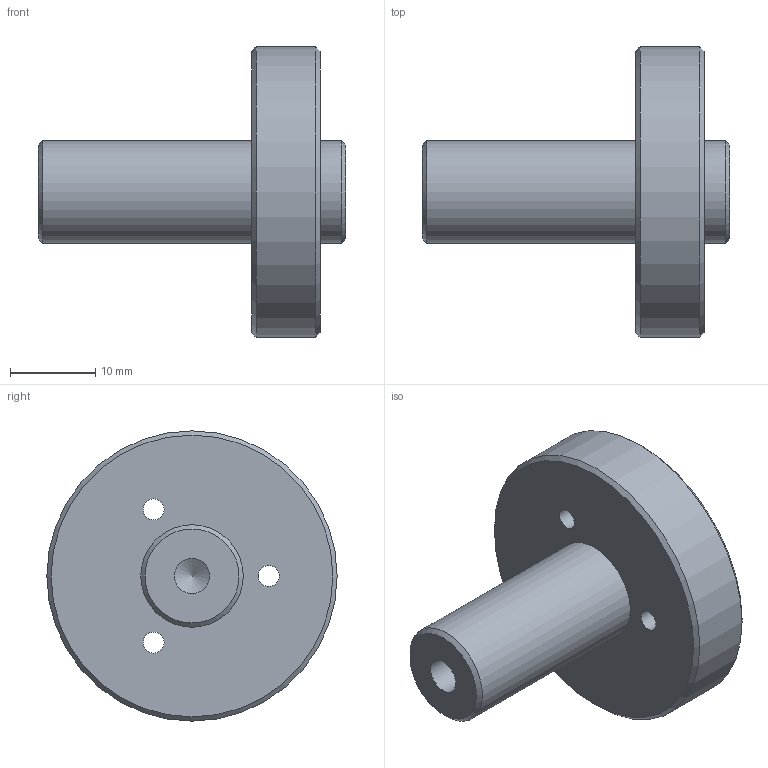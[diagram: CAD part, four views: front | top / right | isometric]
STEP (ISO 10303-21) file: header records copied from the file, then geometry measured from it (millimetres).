
FILE_DESCRIPTION(/* description */ ('Aufnahme'),/* implementation_level */ '2;1');
FILE_NAME(/* name */ 'DBF63_99-00 Aufnahme.stp',/* time_stamp */ '2022-01-29T20:37:13+01:00',/* author */ ('MKoch'),/* organization */ (''),/* preprocessor_version */ 'ST-DEVELOPER v15.2',/* originating_system */ 'Autodesk Inventor 2014',/* authorisation */ '');
FILE_SCHEMA (('CONFIG_CONTROL_DESIGN'));
Length unit declared in the file: millimetre
Products named in the file (1): DBF63_99-00 Aufnahme
Bounding box: 36 x 34 x 34 mm (x, y, z)
Volume: 10060.2 mm3; surface area: 4006.9 mm2
Topology: 1 solids, 1 shells, 16 faces, 34 edges, 22 vertices
Faces by surface type: cylinder 7, cone 5, plane 4
Full cylindrical faces by diameter (mm): 2.459 x3, 4.134 x1, 12 x2, 34 x1
Entity records: 380 total; most frequent: DIRECTION 70, CARTESIAN_POINT 53, EDGE_LOOP 36, ORIENTED_EDGE 36, AXIS2_PLACEMENT_3D 35, FACE_BOUND 23, CIRCLE 18, VERTEX_POINT 18
